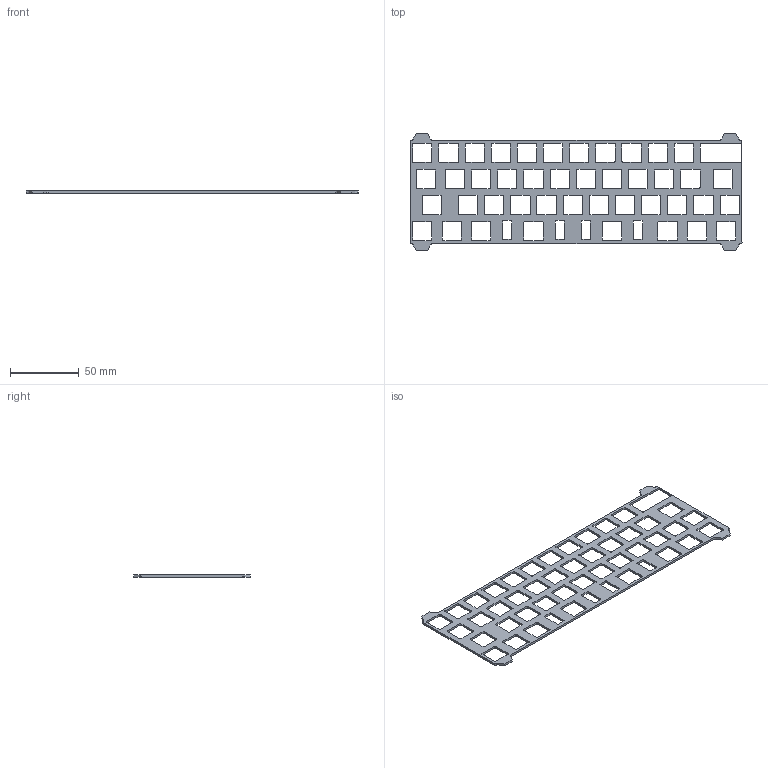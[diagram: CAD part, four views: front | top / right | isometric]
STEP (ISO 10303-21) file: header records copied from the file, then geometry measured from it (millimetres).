
FILE_DESCRIPTION(('KiCad electronic assembly'),'2;1');
FILE_NAME('campsite.step','2021-11-17T03:29:34',('An Author'),( 'A Company'),'Open CASCADE STEP processor 6.9', 'KiCad to STEP converter','Unknown');
FILE_SCHEMA(('AUTOMOTIVE_DESIGN { 1 0 10303 214 1 1 1 1 }'));
Length unit declared in the file: millimetre
Products named in the file (2): Open CASCADE STEP translator 6.9 1; COMPOUND
Assembly tree (1 placements, depth 2):
  Open CASCADE STEP translator 6.9 1
    COMPOUND
Bounding box: 241.84 x 85.15 x 1.6 mm (x, y, z)
Volume: 14687.1 mm3; surface area: 23599.2 mm2
Topology: 1 solids, 1 shells, 418 faces, 1248 edges, 832 vertices
Faces by surface type: plane 214, cylinder 204
Entity records: 31847 total; most frequent: CARTESIAN_POINT 7444, DIRECTION 4584, LINE 2928, VECTOR 2928, ORIENTED_EDGE 2496, PCURVE 2496, DEFINITIONAL_REPRESENTATION 2496, EDGE_CURVE 1248
